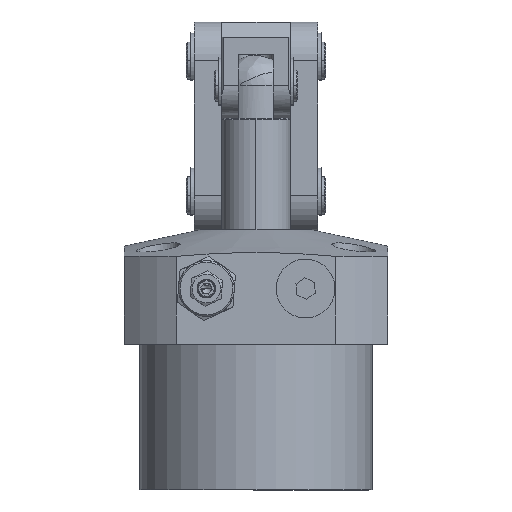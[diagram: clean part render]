
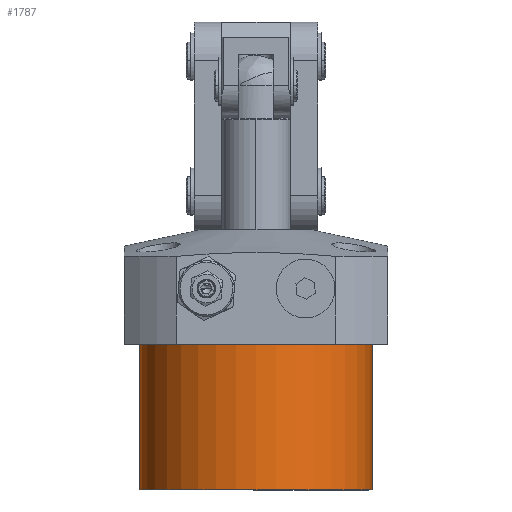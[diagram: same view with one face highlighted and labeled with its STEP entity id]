
A CAD part, left-side view. The second image highlights one B-rep face of the part: STEP entity #1787.
In plain terms, the highlighted cylindrical face has radius 37.5 mm (diameter 75 mm), a partial arc.
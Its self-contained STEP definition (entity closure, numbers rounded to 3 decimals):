
#56 = DIRECTION ( 'NONE',  ( 0., 0., -1. ) ) ;
#446 = FACE_OUTER_BOUND ( 'NONE', #12040, .T. ) ;
#624 = CARTESIAN_POINT ( 'NONE',  ( 0., 47., 37.5 ) ) ;
#639 = CARTESIAN_POINT ( 'NONE',  ( 0., 0., 0. ) ) ;
#1307 = VERTEX_POINT ( 'NONE', #624 ) ;
#1661 = DIRECTION ( 'NONE',  ( 0., 0., -1. ) ) ;
#1787 = ADVANCED_FACE ( 'NONE', ( #446 ), #8352, .T. ) ;
#2471 = DIRECTION ( 'NONE',  ( 0., -1., 0. ) ) ;
#2742 = ORIENTED_EDGE ( 'NONE', *, *, #8758, .T. ) ;
#2932 = VECTOR ( 'NONE', #2471, 1000. ) ;
#3184 = CIRCLE ( 'NONE', #11576, 37.5 ) ;
#3255 = EDGE_CURVE ( 'NONE', #1307, #8595, #4839, .T. ) ;
#4839 = LINE ( 'NONE', #11121, #6890 ) ;
#4860 = ORIENTED_EDGE ( 'NONE', *, *, #3255, .F. ) ;
#5476 = ORIENTED_EDGE ( 'NONE', *, *, #6762, .T. ) ;
#5598 = CARTESIAN_POINT ( 'NONE',  ( 0., -1000., -37.5 ) ) ;
#5990 = LINE ( 'NONE', #5598, #2932 ) ;
#6092 = CARTESIAN_POINT ( 'NONE',  ( 0., 47., -37.5 ) ) ;
#6160 = VERTEX_POINT ( 'NONE', #6245 ) ;
#6245 = CARTESIAN_POINT ( 'NONE',  ( 0., 0., -37.5 ) ) ;
#6263 = DIRECTION ( 'NONE',  ( 0., -1., 0. ) ) ;
#6559 = CIRCLE ( 'NONE', #10026, 37.5 ) ;
#6762 = EDGE_CURVE ( 'NONE', #1307, #12974, #6559, .T. ) ;
#6890 = VECTOR ( 'NONE', #12144, 1000. ) ;
#7424 = CARTESIAN_POINT ( 'NONE',  ( 0., 0., 37.5 ) ) ;
#7738 = DIRECTION ( 'NONE',  ( 0., -1., 0. ) ) ;
#7848 = DIRECTION ( 'NONE',  ( 0., 1., 0. ) ) ;
#8352 = CYLINDRICAL_SURFACE ( 'NONE', #12664, 37.5 ) ;
#8595 = VERTEX_POINT ( 'NONE', #7424 ) ;
#8758 = EDGE_CURVE ( 'NONE', #12974, #6160, #5990, .T. ) ;
#9748 = DIRECTION ( 'NONE',  ( 0., 0., -1. ) ) ;
#10026 = AXIS2_PLACEMENT_3D ( 'NONE', #12437, #6263, #56 ) ;
#10815 = CARTESIAN_POINT ( 'NONE',  ( 0., -1000., 0. ) ) ;
#11121 = CARTESIAN_POINT ( 'NONE',  ( 0., -1000., 37.5 ) ) ;
#11576 = AXIS2_PLACEMENT_3D ( 'NONE', #639, #7848, #1661 ) ;
#11884 = EDGE_CURVE ( 'NONE', #6160, #8595, #3184, .T. ) ;
#12040 = EDGE_LOOP ( 'NONE', ( #4860, #5476, #2742, #12616 ) ) ;
#12144 = DIRECTION ( 'NONE',  ( 0., -1., 0. ) ) ;
#12437 = CARTESIAN_POINT ( 'NONE',  ( 0., 47., 0. ) ) ;
#12616 = ORIENTED_EDGE ( 'NONE', *, *, #11884, .T. ) ;
#12664 = AXIS2_PLACEMENT_3D ( 'NONE', #10815, #7738, #9748 ) ;
#12974 = VERTEX_POINT ( 'NONE', #6092 ) ;
